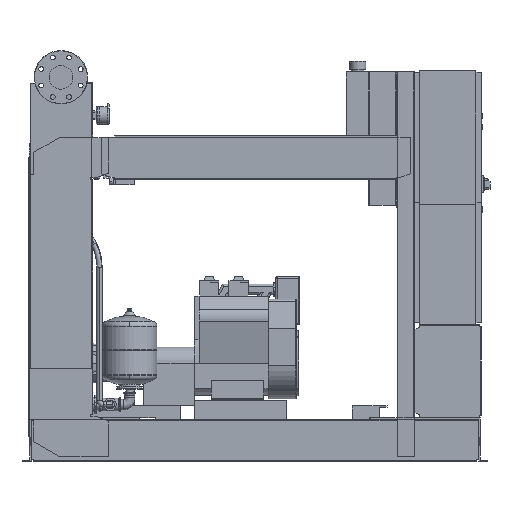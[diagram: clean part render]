
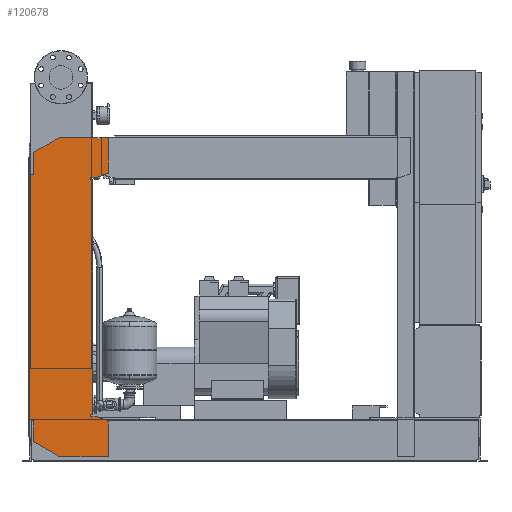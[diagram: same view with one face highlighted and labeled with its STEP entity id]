
A CAD part, front view. The second image highlights one B-rep face of the part: STEP entity #120678.
In plain terms, the highlighted free-form (B-spline) face has degree [1, 1] with [2, 2] control points.
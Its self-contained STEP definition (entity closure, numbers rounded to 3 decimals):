
#120163=CARTESIAN_POINT('',(-102.0,-463.5,1076.0));
#120164=VERTEX_POINT('',#120163);
#120171=CARTESIAN_POINT('',(-102.0,-463.5,1158.574));
#120172=VERTEX_POINT('',#120171);
#120173=CARTESIAN_POINT('',(-102.0,-463.5,1076.0));
#120174=DIRECTION('',(0.0,0.0,1.0));
#120175=VECTOR('',#120174,82.574);
#120176=LINE('',#120173,#120175);
#120177=EDGE_CURVE('',#120164,#120172,#120176,.T.);
#120195=CARTESIAN_POINT('',(-6.,-463.5,1214.0));
#120196=VERTEX_POINT('',#120195);
#120197=CARTESIAN_POINT('',(-102.0,-463.5,1158.574));
#120198=DIRECTION('',(0.866,0.0,0.5));
#120199=VECTOR('',#120198,110.851);
#120200=LINE('',#120197,#120199);
#120201=EDGE_CURVE('',#120172,#120196,#120200,.T.);
#120219=CARTESIAN_POINT('',(177.0,-463.5,1214.0));
#120220=VERTEX_POINT('',#120219);
#120221=CARTESIAN_POINT('',(-6.,-463.5,1214.0));
#120222=DIRECTION('',(1.0,0.0,0.0));
#120223=VECTOR('',#120222,183.0);
#120224=LINE('',#120221,#120223);
#120225=EDGE_CURVE('',#120196,#120220,#120224,.T.);
#120243=CARTESIAN_POINT('',(177.0,-463.5,1080.379));
#120244=VERTEX_POINT('',#120243);
#120245=CARTESIAN_POINT('',(177.0,-463.5,1214.0));
#120246=DIRECTION('',(0.0,0.0,-1.0));
#120247=VECTOR('',#120246,133.621);
#120248=LINE('',#120245,#120247);
#120249=EDGE_CURVE('',#120220,#120244,#120248,.T.);
#120267=CARTESIAN_POINT('',(132.,-463.5,1064.0));
#120268=VERTEX_POINT('',#120267);
#120269=CARTESIAN_POINT('',(177.0,-463.5,1080.379));
#120270=DIRECTION('',(-0.94,0.0,-0.342));
#120271=VECTOR('',#120270,47.888);
#120272=LINE('',#120269,#120271);
#120273=EDGE_CURVE('',#120244,#120268,#120272,.T.);
#120291=CARTESIAN_POINT('',(112.0,-463.5,1064.0));
#120292=VERTEX_POINT('',#120291);
#120293=CARTESIAN_POINT('',(132.,-463.5,1064.0));
#120294=DIRECTION('',(-1.0,0.0,0.0));
#120295=VECTOR('',#120294,20.);
#120296=LINE('',#120293,#120295);
#120297=EDGE_CURVE('',#120268,#120292,#120296,.T.);
#120315=CARTESIAN_POINT('',(112.0,-463.5,1056.0));
#120316=VERTEX_POINT('',#120315);
#120317=CARTESIAN_POINT('',(112.0,-463.5,1064.0));
#120318=DIRECTION('',(0.0,0.0,-1.0));
#120319=VECTOR('',#120318,8.0);
#120320=LINE('',#120317,#120319);
#120321=EDGE_CURVE('',#120292,#120316,#120320,.T.);
#120339=CARTESIAN_POINT('',(120.,-463.5,1056.0));
#120340=VERTEX_POINT('',#120339);
#120341=CARTESIAN_POINT('',(112.0,-463.5,1056.0));
#120342=DIRECTION('',(1.0,0.0,0.0));
#120343=VECTOR('',#120342,8.);
#120344=LINE('',#120341,#120343);
#120345=EDGE_CURVE('',#120316,#120340,#120344,.T.);
#120363=CARTESIAN_POINT('',(120.,-463.5,176.));
#120364=VERTEX_POINT('',#120363);
#120375=CARTESIAN_POINT('',(120.,-463.5,1056.0));
#120376=DIRECTION('',(0.0,0.0,-1.0));
#120377=VECTOR('',#120376,880.);
#120378=LINE('',#120375,#120377);
#120379=EDGE_CURVE('',#120340,#120364,#120378,.T.);
#120393=CARTESIAN_POINT('',(112.,-463.5,176.));
#120394=VERTEX_POINT('',#120393);
#120395=CARTESIAN_POINT('',(120.,-463.5,176.));
#120396=DIRECTION('',(-1.0,0.0,0.0));
#120397=VECTOR('',#120396,8.);
#120398=LINE('',#120395,#120397);
#120399=EDGE_CURVE('',#120364,#120394,#120398,.T.);
#120417=CARTESIAN_POINT('',(112.,-463.5,168.));
#120418=VERTEX_POINT('',#120417);
#120419=CARTESIAN_POINT('',(112.,-463.5,176.));
#120420=DIRECTION('',(0.0,0.0,-1.0));
#120421=VECTOR('',#120420,8.0);
#120422=LINE('',#120419,#120421);
#120423=EDGE_CURVE('',#120394,#120418,#120422,.T.);
#120441=CARTESIAN_POINT('',(132.,-463.5,168.));
#120442=VERTEX_POINT('',#120441);
#120443=CARTESIAN_POINT('',(112.,-463.5,168.));
#120444=DIRECTION('',(1.0,0.0,0.0));
#120445=VECTOR('',#120444,20.0);
#120446=LINE('',#120443,#120445);
#120447=EDGE_CURVE('',#120418,#120442,#120446,.T.);
#120465=CARTESIAN_POINT('',(177.,-463.5,151.621));
#120466=VERTEX_POINT('',#120465);
#120467=CARTESIAN_POINT('',(132.,-463.5,168.));
#120468=DIRECTION('',(0.94,0.0,-0.342));
#120469=VECTOR('',#120468,47.888);
#120470=LINE('',#120467,#120469);
#120471=EDGE_CURVE('',#120442,#120466,#120470,.T.);
#120489=CARTESIAN_POINT('',(177.,-463.5,18.0));
#120490=VERTEX_POINT('',#120489);
#120491=CARTESIAN_POINT('',(177.,-463.5,151.621));
#120492=DIRECTION('',(0.0,0.0,-1.0));
#120493=VECTOR('',#120492,133.621);
#120494=LINE('',#120491,#120493);
#120495=EDGE_CURVE('',#120466,#120490,#120494,.T.);
#120513=CARTESIAN_POINT('',(-4.,-463.5,18.0));
#120514=VERTEX_POINT('',#120513);
#120515=CARTESIAN_POINT('',(177.,-463.5,18.0));
#120516=DIRECTION('',(-1.0,0.0,0.0));
#120517=VECTOR('',#120516,181.);
#120518=LINE('',#120515,#120517);
#120519=EDGE_CURVE('',#120490,#120514,#120518,.T.);
#120537=CARTESIAN_POINT('',(-102.,-463.5,74.58));
#120538=VERTEX_POINT('',#120537);
#120539=CARTESIAN_POINT('',(-4.,-463.5,18.0));
#120540=DIRECTION('',(-0.866,0.,0.5));
#120541=VECTOR('',#120540,113.161);
#120542=LINE('',#120539,#120541);
#120543=EDGE_CURVE('',#120514,#120538,#120542,.T.);
#120561=CARTESIAN_POINT('',(-102.,-463.5,156.0));
#120562=VERTEX_POINT('',#120561);
#120563=CARTESIAN_POINT('',(-102.,-463.5,74.58));
#120564=DIRECTION('',(0.0,0.0,1.0));
#120565=VECTOR('',#120564,81.42);
#120566=LINE('',#120563,#120565);
#120567=EDGE_CURVE('',#120538,#120562,#120566,.T.);
#120585=CARTESIAN_POINT('',(-122.,-463.5,156.0));
#120586=VERTEX_POINT('',#120585);
#120587=CARTESIAN_POINT('',(-102.,-463.5,156.0));
#120588=DIRECTION('',(-1.0,0.0,0.0));
#120589=VECTOR('',#120588,20.0);
#120590=LINE('',#120587,#120589);
#120591=EDGE_CURVE('',#120562,#120586,#120590,.T.);
#120609=CARTESIAN_POINT('',(-122.0,-463.5,1076.0));
#120610=VERTEX_POINT('',#120609);
#120623=CARTESIAN_POINT('',(-122.,-463.5,156.0));
#120624=DIRECTION('',(0.0,0.0,1.0));
#120625=VECTOR('',#120624,920.0);
#120626=LINE('',#120623,#120625);
#120627=EDGE_CURVE('',#120586,#120610,#120626,.T.);
#120641=CARTESIAN_POINT('',(-122.0,-463.5,1076.0));
#120642=DIRECTION('',(1.0,0.0,0.0));
#120643=VECTOR('',#120642,20.0);
#120644=LINE('',#120641,#120643);
#120645=EDGE_CURVE('',#120610,#120164,#120644,.T.);
#120651=CARTESIAN_POINT('',(-122.,-463.5,18.0));
#120652=CARTESIAN_POINT('',(177.0,-463.5,18.0));
#120653=CARTESIAN_POINT('',(-122.,-463.5,1214.0));
#120654=CARTESIAN_POINT('',(177.0,-463.5,1214.0));
#120655=B_SPLINE_SURFACE_WITH_KNOTS('',1,1,((#120651,#120653),(#120652,#120654)),.UNSPECIFIED.,.F.,.F.,.U.,(2,2),(2,2),(0.0,299.),(0.0,1196.0),.UNSPECIFIED.);
#120656=ORIENTED_EDGE('',*,*,#120645,.F.);
#120657=ORIENTED_EDGE('',*,*,#120627,.F.);
#120658=ORIENTED_EDGE('',*,*,#120591,.F.);
#120659=ORIENTED_EDGE('',*,*,#120567,.F.);
#120660=ORIENTED_EDGE('',*,*,#120543,.F.);
#120661=ORIENTED_EDGE('',*,*,#120519,.F.);
#120662=ORIENTED_EDGE('',*,*,#120495,.F.);
#120663=ORIENTED_EDGE('',*,*,#120471,.F.);
#120664=ORIENTED_EDGE('',*,*,#120447,.F.);
#120665=ORIENTED_EDGE('',*,*,#120423,.F.);
#120666=ORIENTED_EDGE('',*,*,#120399,.F.);
#120667=ORIENTED_EDGE('',*,*,#120379,.F.);
#120668=ORIENTED_EDGE('',*,*,#120345,.F.);
#120669=ORIENTED_EDGE('',*,*,#120321,.F.);
#120670=ORIENTED_EDGE('',*,*,#120297,.F.);
#120671=ORIENTED_EDGE('',*,*,#120273,.F.);
#120672=ORIENTED_EDGE('',*,*,#120249,.F.);
#120673=ORIENTED_EDGE('',*,*,#120225,.F.);
#120674=ORIENTED_EDGE('',*,*,#120201,.F.);
#120675=ORIENTED_EDGE('',*,*,#120177,.F.);
#120676=EDGE_LOOP('',(#120656,#120657,#120658,#120659,#120660,#120661,#120662,#120663,#120664,#120665,#120666,#120667,#120668,#120669,#120670,#120671,#120672,#120673,#120674,#120675));
#120677=FACE_OUTER_BOUND('',#120676,.T.);
#120678=ADVANCED_FACE('',(#120677),#120655,.T.);
